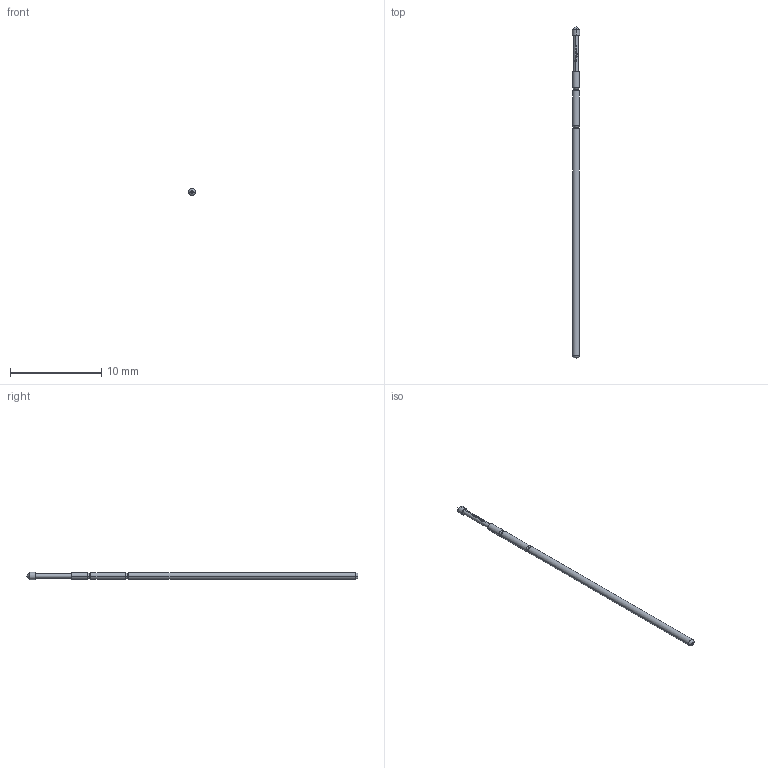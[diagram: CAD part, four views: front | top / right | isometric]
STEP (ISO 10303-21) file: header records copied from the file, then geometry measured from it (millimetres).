
FILE_DESCRIPTION (( 'STEP AP203' ), '1' );
FILE_NAME ('INGUN_GKS-051_358_080_A_0000_L.STEP', '2021-09-21T07:13:24', ( 'ochi' ), ( '' ), 'SwSTEP 2.0', 'SolidWorks 2018', '' );
FILE_SCHEMA (( 'CONFIG_CONTROL_DESIGN' ));
Length unit declared in the file: millimetre
Products named in the file (1): INGUN_GKS-051_358_080_A_0000_L
Bounding box: 0.8 x 36.3 x 0.8 mm (x, y, z)
Volume: 14.9 mm3; surface area: 83.1 mm2
Topology: 1 solids, 1 shells, 87 faces, 233 edges, 149 vertices
Faces by surface type: bspline 48, cylinder 20, torus 10, plane 7, cone 2
Entity records: 3672 total; most frequent: CARTESIAN_POINT 1894, ORIENTED_EDGE 462, EDGE_CURVE 231, B_SPLINE_CURVE_WITH_KNOTS 174, DIRECTION 173, VERTEX_POINT 149, EDGE_LOOP 90, FACE_OUTER_BOUND 87
